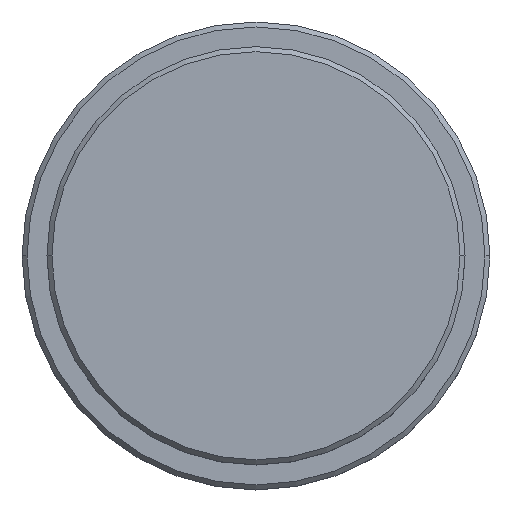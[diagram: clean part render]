
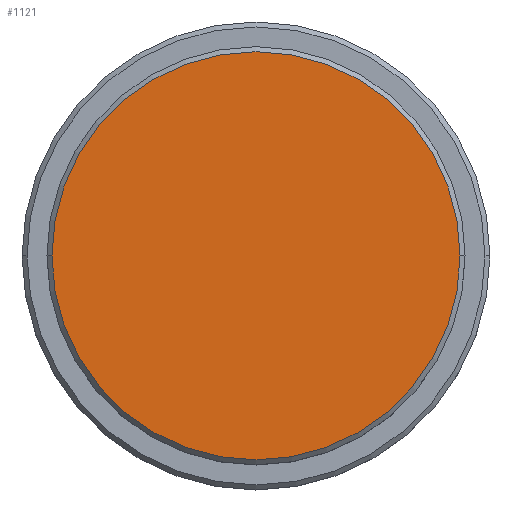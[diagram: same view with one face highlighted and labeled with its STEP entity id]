
A CAD part, top view. The second image highlights one B-rep face of the part: STEP entity #1121.
In plain terms, the highlighted planar face has unit normal (0, 0, 1).
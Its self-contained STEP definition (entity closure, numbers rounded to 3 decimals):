
#5 = CARTESIAN_POINT ( 'NONE',  ( -20.5, 0., 0. ) ) ;
#50 = FACE_OUTER_BOUND ( 'NONE', #1125, .T. ) ;
#113 = VERTEX_POINT ( 'NONE', #5 ) ;
#144 = AXIS2_PLACEMENT_3D ( 'NONE', #1328, #1019, #469 ) ;
#164 = CIRCLE ( 'NONE', #634, 20.5 ) ;
#240 = VERTEX_POINT ( 'NONE', #1317 ) ;
#278 = DIRECTION ( 'NONE',  ( 1., 0., 0. ) ) ;
#447 = EDGE_CURVE ( 'NONE', #113, #240, #164, .T. ) ;
#469 = DIRECTION ( 'NONE',  ( 1., 0., 0. ) ) ;
#531 = CARTESIAN_POINT ( 'NONE',  ( 0., 0., 0. ) ) ;
#579 = PLANE ( 'NONE',  #144 ) ;
#630 = CARTESIAN_POINT ( 'NONE',  ( 0., 0., 0. ) ) ;
#634 = AXIS2_PLACEMENT_3D ( 'NONE', #531, #1214, #1096 ) ;
#709 = EDGE_CURVE ( 'NONE', #240, #113, #1415, .T. ) ;
#739 = DIRECTION ( 'NONE',  ( 0., 0., 1. ) ) ;
#888 = AXIS2_PLACEMENT_3D ( 'NONE', #630, #739, #278 ) ;
#1019 = DIRECTION ( 'NONE',  ( 0., 0., 1. ) ) ;
#1096 = DIRECTION ( 'NONE',  ( 1., 0., 0. ) ) ;
#1121 = ADVANCED_FACE ( 'NONE', ( #50 ), #579, .T. ) ;
#1125 = EDGE_LOOP ( 'NONE', ( #1258, #1131 ) ) ;
#1131 = ORIENTED_EDGE ( 'NONE', *, *, #709, .T. ) ;
#1214 = DIRECTION ( 'NONE',  ( 0., 0., 1. ) ) ;
#1258 = ORIENTED_EDGE ( 'NONE', *, *, #447, .T. ) ;
#1317 = CARTESIAN_POINT ( 'NONE',  ( 20.5, 0., 0. ) ) ;
#1328 = CARTESIAN_POINT ( 'NONE',  ( 0., 0., 0. ) ) ;
#1415 = CIRCLE ( 'NONE', #888, 20.5 ) ;
